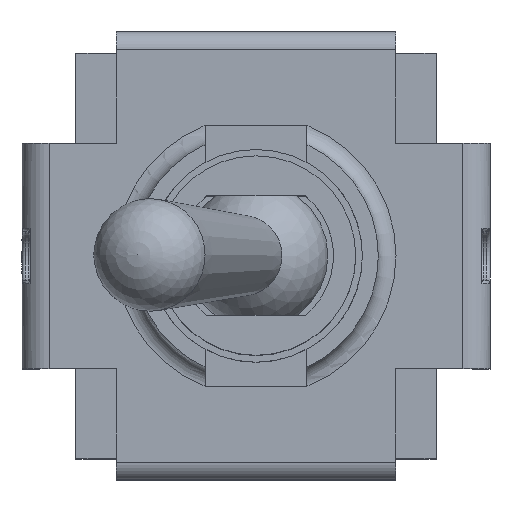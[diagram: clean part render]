
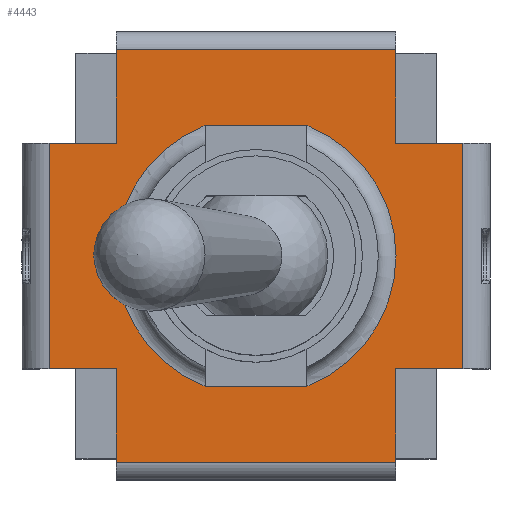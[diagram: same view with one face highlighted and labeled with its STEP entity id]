
A CAD part, top view. The second image highlights one B-rep face of the part: STEP entity #4443.
In plain terms, the highlighted planar face has unit normal (0, 0, 1).
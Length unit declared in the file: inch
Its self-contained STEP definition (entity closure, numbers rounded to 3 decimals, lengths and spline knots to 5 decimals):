
#41=FACE_BOUND('',#691,.T.);
#123=PLANE('',#4765);
#438=FACE_OUTER_BOUND('',#690,.T.);
#690=EDGE_LOOP('',(#3610,#3611,#3612,#3613,#3614,#3615,#3616,#3617,#3618,
#3619,#3620,#3621));
#691=EDGE_LOOP('',(#3622,#3623,#3624,#3625));
#1034=LINE('',#7639,#1425);
#1040=LINE('',#7651,#1431);
#1049=LINE('',#7693,#1440);
#1057=LINE('',#7712,#1448);
#1103=LINE('',#7855,#1494);
#1105=LINE('',#7896,#1496);
#1110=LINE('',#7907,#1501);
#1117=LINE('',#7923,#1508);
#1118=LINE('',#7924,#1509);
#1119=LINE('',#7925,#1510);
#1120=LINE('',#7927,#1511);
#1121=LINE('',#7929,#1512);
#1122=LINE('',#7930,#1513);
#1123=LINE('',#7931,#1514);
#1425=VECTOR('',#5409,0.3937);
#1431=VECTOR('',#5417,0.3937);
#1440=VECTOR('',#5432,0.3937);
#1448=VECTOR('',#5446,0.3937);
#1494=VECTOR('',#5554,0.3937);
#1496=VECTOR('',#5564,0.3937);
#1501=VECTOR('',#5577,0.3937);
#1508=VECTOR('',#5588,0.3937);
#1509=VECTOR('',#5589,0.3937);
#1510=VECTOR('',#5590,0.3937);
#1511=VECTOR('',#5591,0.3937);
#1512=VECTOR('',#5592,0.3937);
#1513=VECTOR('',#5593,0.3937);
#1514=VECTOR('',#5594,0.3937);
#1688=CIRCLE('',#4766,0.12441);
#1689=CIRCLE('',#4767,0.12441);
#2007=VERTEX_POINT('',#7635);
#2009=VERTEX_POINT('',#7638);
#2012=VERTEX_POINT('',#7645);
#2014=VERTEX_POINT('',#7649);
#2023=VERTEX_POINT('',#7691);
#2024=VERTEX_POINT('',#7692);
#2031=VERTEX_POINT('',#7709);
#2032=VERTEX_POINT('',#7711);
#2094=VERTEX_POINT('',#7854);
#2099=VERTEX_POINT('',#7894);
#2100=VERTEX_POINT('',#7895);
#2102=VERTEX_POINT('',#7906);
#2108=VERTEX_POINT('',#7921);
#2109=VERTEX_POINT('',#7922);
#2110=VERTEX_POINT('',#7926);
#2111=VERTEX_POINT('',#7928);
#2533=EDGE_CURVE('',#2009,#2007,#1034,.T.);
#2539=EDGE_CURVE('',#2014,#2012,#1040,.T.);
#2550=EDGE_CURVE('',#2023,#2024,#1049,.T.);
#2560=EDGE_CURVE('',#2032,#2031,#1057,.T.);
#2630=EDGE_CURVE('',#2032,#2094,#1103,.T.);
#2637=EDGE_CURVE('',#2099,#2100,#1105,.T.);
#2645=EDGE_CURVE('',#2102,#2094,#1110,.T.);
#2652=EDGE_CURVE('',#2108,#2109,#1117,.T.);
#2653=EDGE_CURVE('',#2108,#2023,#1118,.T.);
#2654=EDGE_CURVE('',#2099,#2024,#1119,.T.);
#2655=EDGE_CURVE('',#2100,#2110,#1120,.T.);
#2656=EDGE_CURVE('',#2111,#2110,#1121,.T.);
#2657=EDGE_CURVE('',#2111,#2102,#1122,.T.);
#2658=EDGE_CURVE('',#2031,#2109,#1123,.T.);
#2659=EDGE_CURVE('',#2012,#2007,#1688,.T.);
#2660=EDGE_CURVE('',#2009,#2014,#1689,.T.);
#3610=ORIENTED_EDGE('',*,*,#2652,.F.);
#3611=ORIENTED_EDGE('',*,*,#2653,.T.);
#3612=ORIENTED_EDGE('',*,*,#2550,.T.);
#3613=ORIENTED_EDGE('',*,*,#2654,.F.);
#3614=ORIENTED_EDGE('',*,*,#2637,.T.);
#3615=ORIENTED_EDGE('',*,*,#2655,.T.);
#3616=ORIENTED_EDGE('',*,*,#2656,.F.);
#3617=ORIENTED_EDGE('',*,*,#2657,.T.);
#3618=ORIENTED_EDGE('',*,*,#2645,.T.);
#3619=ORIENTED_EDGE('',*,*,#2630,.F.);
#3620=ORIENTED_EDGE('',*,*,#2560,.T.);
#3621=ORIENTED_EDGE('',*,*,#2658,.T.);
#3622=ORIENTED_EDGE('',*,*,#2659,.F.);
#3623=ORIENTED_EDGE('',*,*,#2539,.F.);
#3624=ORIENTED_EDGE('',*,*,#2660,.F.);
#3625=ORIENTED_EDGE('',*,*,#2533,.T.);
#4443=ADVANCED_FACE('',(#438,#41),#123,.T.);
#4765=AXIS2_PLACEMENT_3D('',#7920,#5586,#5587);
#4766=AXIS2_PLACEMENT_3D('',#7932,#5595,#5596);
#4767=AXIS2_PLACEMENT_3D('',#7933,#5597,#5598);
#5409=DIRECTION('',(-1.,0.,0.));
#5417=DIRECTION('',(-1.,0.,0.));
#5432=DIRECTION('',(1.,0.,0.));
#5446=DIRECTION('',(1.,0.,0.));
#5554=DIRECTION('',(0.,1.,0.));
#5564=DIRECTION('',(-1.,0.,0.));
#5577=DIRECTION('',(-1.,0.,0.));
#5586=DIRECTION('center_axis',(0.,0.,1.));
#5587=DIRECTION('ref_axis',(-1.,0.,0.));
#5588=DIRECTION('',(-1.,0.,0.));
#5589=DIRECTION('',(0.,1.,0.));
#5590=DIRECTION('',(0.,-1.,0.));
#5591=DIRECTION('',(0.,1.,0.));
#5592=DIRECTION('',(1.,0.,0.));
#5593=DIRECTION('',(0.,-1.,0.));
#5594=DIRECTION('',(0.,-1.,0.));
#5595=DIRECTION('center_axis',(0.,0.,1.));
#5596=DIRECTION('ref_axis',(-1.,0.,0.));
#5597=DIRECTION('center_axis',(0.,0.,1.));
#5598=DIRECTION('ref_axis',(1.,0.,0.));
#7635=CARTESIAN_POINT('',(-0.04528,-0.11588,0.36614));
#7638=CARTESIAN_POINT('',(0.04528,-0.11588,0.36614));
#7639=CARTESIAN_POINT('',(0.04528,-0.11588,0.36614));
#7645=CARTESIAN_POINT('',(-0.04528,0.11588,0.36614));
#7649=CARTESIAN_POINT('',(0.04528,0.11588,0.36614));
#7651=CARTESIAN_POINT('',(0.04528,0.11588,0.36614));
#7691=CARTESIAN_POINT('',(0.12402,-0.1,0.36614));
#7692=CARTESIAN_POINT('',(0.18386,-0.1,0.36614));
#7693=CARTESIAN_POINT('',(0.09611,-0.1,0.36614));
#7709=CARTESIAN_POINT('',(-0.12402,-0.1,0.36614));
#7711=CARTESIAN_POINT('',(-0.18386,-0.1,0.36614));
#7712=CARTESIAN_POINT('',(-0.09611,-0.1,0.36614));
#7854=CARTESIAN_POINT('',(-0.18386,0.1,0.36614));
#7855=CARTESIAN_POINT('',(-0.18386,-0.09144,0.36614));
#7894=CARTESIAN_POINT('',(0.18386,0.1,0.36614));
#7895=CARTESIAN_POINT('',(0.12402,0.1,0.36614));
#7896=CARTESIAN_POINT('',(0.09611,0.1,0.36614));
#7906=CARTESIAN_POINT('',(-0.12402,0.1,0.36614));
#7907=CARTESIAN_POINT('',(-0.09611,0.1,0.36614));
#7920=CARTESIAN_POINT('Origin',(0.,0.,
0.36614));
#7921=CARTESIAN_POINT('',(0.12402,-0.18327,0.36614));
#7922=CARTESIAN_POINT('',(-0.12402,-0.18327,0.36614));
#7923=CARTESIAN_POINT('',(0.04528,-0.18327,0.36614));
#7924=CARTESIAN_POINT('',(0.12402,-0.09144,0.36614));
#7925=CARTESIAN_POINT('',(0.18386,0.09144,0.36614));
#7926=CARTESIAN_POINT('',(0.12402,0.18327,0.36614));
#7927=CARTESIAN_POINT('',(0.12402,0.09144,0.36614));
#7928=CARTESIAN_POINT('',(-0.12402,0.18327,0.36614));
#7929=CARTESIAN_POINT('',(0.,0.18327,0.36614));
#7930=CARTESIAN_POINT('',(-0.12402,0.09144,0.36614));
#7931=CARTESIAN_POINT('',(-0.12402,-0.09144,0.36614));
#7932=CARTESIAN_POINT('Origin',(0.,0.,0.36614));
#7933=CARTESIAN_POINT('Origin',(0.,0.,0.36614));
